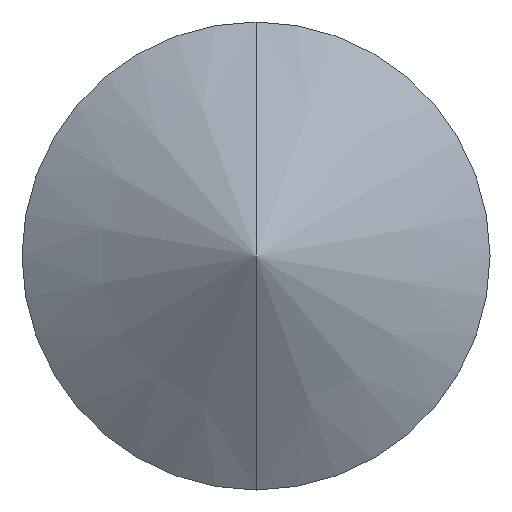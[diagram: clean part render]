
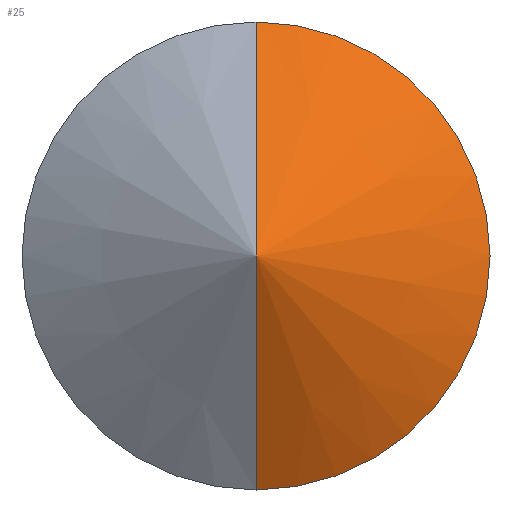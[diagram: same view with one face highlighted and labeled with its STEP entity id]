
A CAD part, front view. The second image highlights one B-rep face of the part: STEP entity #25.
In plain terms, the highlighted conical face has half-angle 60 degrees and reference radius 1732.05 mm.
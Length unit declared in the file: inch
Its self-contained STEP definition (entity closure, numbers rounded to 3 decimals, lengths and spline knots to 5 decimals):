
#3 = VECTOR ( 'NONE', #142, 39.37008 ) ;
#6 = CARTESIAN_POINT ( 'NONE',  ( 0., 0., 0. ) ) ;
#25 = ADVANCED_FACE ( 'NONE', ( #262 ), #155, .T. ) ;
#30 = CARTESIAN_POINT ( 'NONE',  ( 0., 0., 0. ) ) ;
#41 = ORIENTED_EDGE ( 'NONE', *, *, #134, .T. ) ;
#49 = CARTESIAN_POINT ( 'NONE',  ( 0., 0.10825, -0.1875 ) ) ;
#55 = DIRECTION ( 'NONE',  ( 0., 0.5, -0.866 ) ) ;
#58 = CARTESIAN_POINT ( 'NONE',  ( 0., 0.10825, 0. ) ) ;
#67 = DIRECTION ( 'NONE',  ( 0., 0., 1. ) ) ;
#68 = VERTEX_POINT ( 'NONE', #49 ) ;
#88 = LINE ( 'NONE', #6, #3 ) ;
#89 = LINE ( 'NONE', #264, #164 ) ;
#99 = DIRECTION ( 'NONE',  ( 0., -1., 0. ) ) ;
#111 = CIRCLE ( 'NONE', #178, 0.1875 ) ;
#121 = VERTEX_POINT ( 'NONE', #30 ) ;
#134 = EDGE_CURVE ( 'NONE', #121, #68, #89, .T. ) ;
#141 = CARTESIAN_POINT ( 'NONE',  ( 0., 39.37008, 0. ) ) ;
#142 = DIRECTION ( 'NONE',  ( 0., 0.5, 0.866 ) ) ;
#147 = EDGE_CURVE ( 'NONE', #68, #181, #111, .T. ) ;
#155 = CONICAL_SURFACE ( 'NONE', #188, 68.19098, 1.047 ) ;
#160 = CARTESIAN_POINT ( 'NONE',  ( 0., 0.10825, 0.1875 ) ) ;
#164 = VECTOR ( 'NONE', #55, 39.37008 ) ;
#178 = AXIS2_PLACEMENT_3D ( 'NONE', #58, #99, #224 ) ;
#181 = VERTEX_POINT ( 'NONE', #160 ) ;
#188 = AXIS2_PLACEMENT_3D ( 'NONE', #141, #253, #67 ) ;
#209 = EDGE_CURVE ( 'NONE', #121, #181, #88, .T. ) ;
#219 = ORIENTED_EDGE ( 'NONE', *, *, #147, .T. ) ;
#224 = DIRECTION ( 'NONE',  ( 0., 0., -1. ) ) ;
#253 = DIRECTION ( 'NONE',  ( 0., 1., 0. ) ) ;
#261 = ORIENTED_EDGE ( 'NONE', *, *, #209, .F. ) ;
#262 = FACE_OUTER_BOUND ( 'NONE', #263, .T. ) ;
#263 = EDGE_LOOP ( 'NONE', ( #261, #41, #219 ) ) ;
#264 = CARTESIAN_POINT ( 'NONE',  ( 0., 0., 0. ) ) ;
